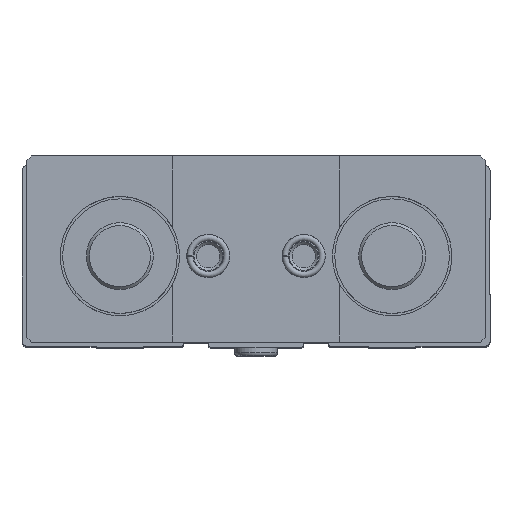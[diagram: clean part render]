
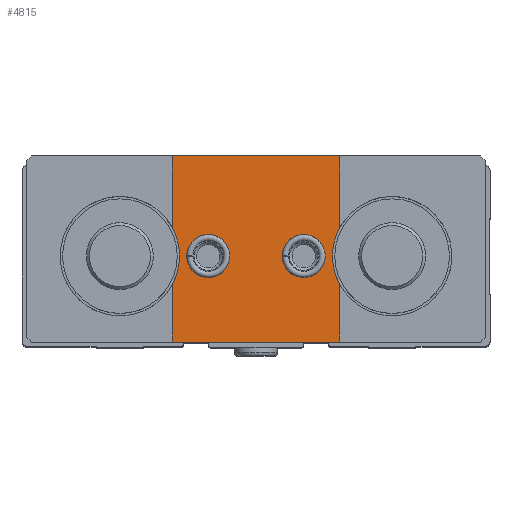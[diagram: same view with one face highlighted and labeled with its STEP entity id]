
A CAD part, top view. The second image highlights one B-rep face of the part: STEP entity #4815.
In plain terms, the highlighted planar face has unit normal (0, 0, 1).
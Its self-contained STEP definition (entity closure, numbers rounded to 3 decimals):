
#161=PLANE('',#5364);
#500=CIRCLE('',#5365,4.5);
#501=CIRCLE('',#5366,4.5);
#502=CIRCLE('',#5367,12.5);
#503=CIRCLE('',#5368,12.5);
#1422=ORIENTED_EDGE('',*,*,#2279,.F.);
#1423=ORIENTED_EDGE('',*,*,#2280,.F.);
#1424=ORIENTED_EDGE('',*,*,#2200,.T.);
#1425=ORIENTED_EDGE('',*,*,#2281,.T.);
#1426=ORIENTED_EDGE('',*,*,#2202,.T.);
#1427=ORIENTED_EDGE('',*,*,#2260,.T.);
#1428=ORIENTED_EDGE('',*,*,#2208,.T.);
#1429=ORIENTED_EDGE('',*,*,#2282,.T.);
#1430=ORIENTED_EDGE('',*,*,#2210,.T.);
#1431=ORIENTED_EDGE('',*,*,#2252,.T.);
#2200=EDGE_CURVE('',#2741,#2740,#3124,.T.);
#2202=EDGE_CURVE('',#2742,#2743,#3126,.T.);
#2208=EDGE_CURVE('',#2749,#2748,#3132,.T.);
#2210=EDGE_CURVE('',#2750,#2751,#3134,.T.);
#2252=EDGE_CURVE('',#2751,#2741,#3168,.T.);
#2260=EDGE_CURVE('',#2743,#2749,#3176,.T.);
#2279=EDGE_CURVE('',#2787,#2787,#500,.T.);
#2280=EDGE_CURVE('',#2788,#2788,#501,.T.);
#2281=EDGE_CURVE('',#2740,#2742,#502,.F.);
#2282=EDGE_CURVE('',#2748,#2750,#503,.F.);
#2740=VERTEX_POINT('',#7959);
#2741=VERTEX_POINT('',#7961);
#2742=VERTEX_POINT('',#7965);
#2743=VERTEX_POINT('',#7966);
#2748=VERTEX_POINT('',#7977);
#2749=VERTEX_POINT('',#7979);
#2750=VERTEX_POINT('',#7983);
#2751=VERTEX_POINT('',#7984);
#2787=VERTEX_POINT('',#8106);
#2788=VERTEX_POINT('',#8108);
#3124=LINE('',#7960,#3447);
#3126=LINE('',#7964,#3449);
#3132=LINE('',#7978,#3455);
#3134=LINE('',#7982,#3457);
#3168=LINE('',#8061,#3491);
#3176=LINE('',#8075,#3499);
#3447=VECTOR('',#6460,1000.);
#3449=VECTOR('',#6464,1000.);
#3455=VECTOR('',#6472,1000.);
#3457=VECTOR('',#6476,1000.);
#3491=VECTOR('',#6546,1000.);
#3499=VECTOR('',#6558,1000.);
#3824=EDGE_LOOP('',(#1422));
#3825=EDGE_LOOP('',(#1423));
#3826=EDGE_LOOP('',(#1424,#1425,#1426,#1427,#1428,#1429,#1430,#1431));
#4319=FACE_BOUND('',#3824,.T.);
#4320=FACE_BOUND('',#3825,.T.);
#4321=FACE_BOUND('',#3826,.T.);
#4815=ADVANCED_FACE('',(#4319,#4320,#4321),#161,.T.);
#5364=AXIS2_PLACEMENT_3D('',#8104,#6590,#6591);
#5365=AXIS2_PLACEMENT_3D('',#8105,#6592,#6593);
#5366=AXIS2_PLACEMENT_3D('',#8107,#6594,#6595);
#5367=AXIS2_PLACEMENT_3D('',#8109,#6596,#6597);
#5368=AXIS2_PLACEMENT_3D('',#8110,#6598,#6599);
#6460=DIRECTION('',(0.,-1.,0.));
#6464=DIRECTION('',(0.,-1.,0.));
#6472=DIRECTION('',(0.,1.,0.));
#6476=DIRECTION('',(0.,1.,0.));
#6546=DIRECTION('',(-1.,0.,0.));
#6558=DIRECTION('',(1.,0.,0.));
#6590=DIRECTION('',(0.,0.,1.));
#6591=DIRECTION('',(1.,0.,0.));
#6592=DIRECTION('',(0.,0.,1.));
#6593=DIRECTION('',(1.,0.,0.));
#6594=DIRECTION('',(0.,0.,1.));
#6595=DIRECTION('',(1.,0.,0.));
#6596=DIRECTION('',(0.,0.,1.));
#6597=DIRECTION('',(1.,0.,0.));
#6598=DIRECTION('',(0.,0.,1.));
#6599=DIRECTION('',(1.,0.,0.));
#7959=CARTESIAN_POINT('',(-17.5,5.937,30.));
#7960=CARTESIAN_POINT('',(-17.5,0.,30.));
#7961=CARTESIAN_POINT('',(-17.5,21.,30.));
#7964=CARTESIAN_POINT('',(-17.5,0.,30.));
#7965=CARTESIAN_POINT('',(-17.5,-5.937,30.));
#7966=CARTESIAN_POINT('',(-17.5,-18.,30.));
#7977=CARTESIAN_POINT('',(17.5,-5.937,30.));
#7978=CARTESIAN_POINT('',(17.5,0.,30.));
#7979=CARTESIAN_POINT('',(17.5,-18.,30.));
#7982=CARTESIAN_POINT('',(17.5,0.,30.));
#7983=CARTESIAN_POINT('',(17.5,5.937,30.));
#7984=CARTESIAN_POINT('',(17.5,21.,30.));
#8061=CARTESIAN_POINT('',(48.,21.,30.));
#8075=CARTESIAN_POINT('',(-48.,-18.,30.));
#8104=CARTESIAN_POINT('',(0.,0.,30.));
#8105=CARTESIAN_POINT('',(-10.,0.,30.));
#8106=CARTESIAN_POINT('',(-5.5,0.,30.));
#8107=CARTESIAN_POINT('',(10.,0.,30.));
#8108=CARTESIAN_POINT('',(14.5,0.,30.));
#8109=CARTESIAN_POINT('',(-28.5,0.,30.));
#8110=CARTESIAN_POINT('',(28.5,0.,30.));
